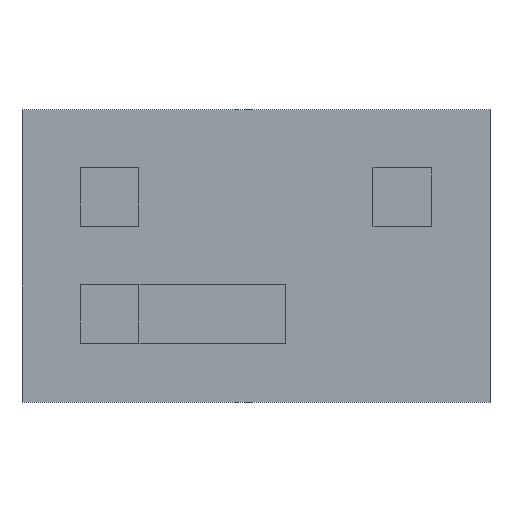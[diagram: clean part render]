
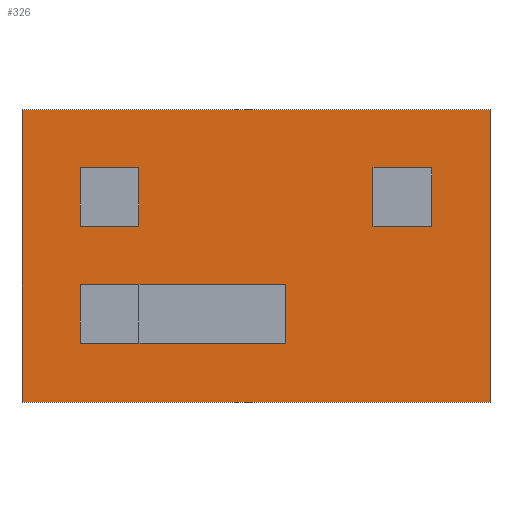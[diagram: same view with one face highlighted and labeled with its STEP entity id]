
A CAD part, top view. The second image highlights one B-rep face of the part: STEP entity #326.
In plain terms, the highlighted planar face has unit normal (0, 0, 1).
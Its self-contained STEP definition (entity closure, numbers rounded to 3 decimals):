
#163=CARTESIAN_POINT('Vertex',(-30.,-10.,10.)) ;
#168=CARTESIAN_POINT('Line Origine',(-30.,-15.,10.)) ;
#172=CARTESIAN_POINT('Vertex',(-30.,-20.,10.)) ;
#194=CARTESIAN_POINT('Axis2P3D Location',(0.,0.,10.)) ;
#199=CARTESIAN_POINT('Line Origine',(-40.,-5.,10.)) ;
#203=CARTESIAN_POINT('Vertex',(-40.,20.,10.)) ;
#205=CARTESIAN_POINT('Vertex',(-40.,-30.,10.)) ;
#208=CARTESIAN_POINT('Line Origine',(0.,-30.,10.)) ;
#212=CARTESIAN_POINT('Vertex',(40.,-30.,10.)) ;
#215=CARTESIAN_POINT('Line Origine',(40.,-5.,10.)) ;
#219=CARTESIAN_POINT('Vertex',(40.,20.,10.)) ;
#222=CARTESIAN_POINT('Line Origine',(0.,20.,10.)) ;
#233=CARTESIAN_POINT('Line Origine',(-20.,-15.,10.)) ;
#237=CARTESIAN_POINT('Vertex',(-20.,-20.,10.)) ;
#239=CARTESIAN_POINT('Vertex',(-20.,-10.,10.)) ;
#242=CARTESIAN_POINT('Line Origine',(-25.,-20.,10.)) ;
#247=CARTESIAN_POINT('Line Origine',(-25.,-10.,10.)) ;
#258=CARTESIAN_POINT('Line Origine',(30.,5.,10.)) ;
#262=CARTESIAN_POINT('Vertex',(30.,0.,10.)) ;
#264=CARTESIAN_POINT('Vertex',(30.,10.,10.)) ;
#267=CARTESIAN_POINT('Line Origine',(25.,0.,10.)) ;
#271=CARTESIAN_POINT('Vertex',(20.,0.,10.)) ;
#274=CARTESIAN_POINT('Line Origine',(20.,5.,10.)) ;
#278=CARTESIAN_POINT('Vertex',(20.,10.,10.)) ;
#281=CARTESIAN_POINT('Line Origine',(25.,10.,10.)) ;
#292=CARTESIAN_POINT('Line Origine',(-20.,5.,10.)) ;
#296=CARTESIAN_POINT('Vertex',(-20.,0.,10.)) ;
#298=CARTESIAN_POINT('Vertex',(-20.,10.,10.)) ;
#301=CARTESIAN_POINT('Line Origine',(-25.,0.,10.)) ;
#305=CARTESIAN_POINT('Vertex',(-30.,0.,10.)) ;
#308=CARTESIAN_POINT('Line Origine',(-30.,5.,10.)) ;
#312=CARTESIAN_POINT('Vertex',(-30.,10.,10.)) ;
#315=CARTESIAN_POINT('Line Origine',(-25.,10.,10.)) ;
#169=DIRECTION('Vector Direction',(0.,-1.,0.)) ;
#195=DIRECTION('Axis2P3D Direction',(0.,0.,1.)) ;
#196=DIRECTION('Axis2P3D XDirection',(1.,0.,0.)) ;
#200=DIRECTION('Vector Direction',(0.,-1.,0.)) ;
#209=DIRECTION('Vector Direction',(-1.,0.,0.)) ;
#216=DIRECTION('Vector Direction',(0.,1.,0.)) ;
#223=DIRECTION('Vector Direction',(1.,0.,0.)) ;
#234=DIRECTION('Vector Direction',(0.,1.,0.)) ;
#243=DIRECTION('Vector Direction',(-1.,0.,0.)) ;
#248=DIRECTION('Vector Direction',(1.,0.,0.)) ;
#259=DIRECTION('Vector Direction',(0.,1.,0.)) ;
#268=DIRECTION('Vector Direction',(-1.,0.,0.)) ;
#275=DIRECTION('Vector Direction',(0.,-1.,0.)) ;
#282=DIRECTION('Vector Direction',(1.,0.,0.)) ;
#293=DIRECTION('Vector Direction',(0.,1.,0.)) ;
#302=DIRECTION('Vector Direction',(-1.,0.,0.)) ;
#309=DIRECTION('Vector Direction',(0.,-1.,0.)) ;
#316=DIRECTION('Vector Direction',(1.,0.,0.)) ;
#197=AXIS2_PLACEMENT_3D('Plane Axis2P3D',#194,#195,#196) ;
#228=ORIENTED_EDGE('',*,*,#207,.T.) ;
#229=ORIENTED_EDGE('',*,*,#214,.T.) ;
#230=ORIENTED_EDGE('',*,*,#221,.T.) ;
#231=ORIENTED_EDGE('',*,*,#226,.T.) ;
#253=ORIENTED_EDGE('',*,*,#241,.F.) ;
#254=ORIENTED_EDGE('',*,*,#246,.F.) ;
#255=ORIENTED_EDGE('',*,*,#174,.F.) ;
#256=ORIENTED_EDGE('',*,*,#251,.F.) ;
#287=ORIENTED_EDGE('',*,*,#266,.F.) ;
#288=ORIENTED_EDGE('',*,*,#273,.F.) ;
#289=ORIENTED_EDGE('',*,*,#280,.F.) ;
#290=ORIENTED_EDGE('',*,*,#285,.F.) ;
#321=ORIENTED_EDGE('',*,*,#300,.F.) ;
#322=ORIENTED_EDGE('',*,*,#307,.F.) ;
#323=ORIENTED_EDGE('',*,*,#314,.F.) ;
#324=ORIENTED_EDGE('',*,*,#319,.F.) ;
#257=FACE_BOUND('',#252,.T.) ;
#291=FACE_BOUND('',#286,.T.) ;
#325=FACE_BOUND('',#320,.T.) ;
#170=VECTOR('Line Direction',#169,1.) ;
#201=VECTOR('Line Direction',#200,1.) ;
#210=VECTOR('Line Direction',#209,1.) ;
#217=VECTOR('Line Direction',#216,1.) ;
#224=VECTOR('Line Direction',#223,1.) ;
#235=VECTOR('Line Direction',#234,1.) ;
#244=VECTOR('Line Direction',#243,1.) ;
#249=VECTOR('Line Direction',#248,1.) ;
#260=VECTOR('Line Direction',#259,1.) ;
#269=VECTOR('Line Direction',#268,1.) ;
#276=VECTOR('Line Direction',#275,1.) ;
#283=VECTOR('Line Direction',#282,1.) ;
#294=VECTOR('Line Direction',#293,1.) ;
#303=VECTOR('Line Direction',#302,1.) ;
#310=VECTOR('Line Direction',#309,1.) ;
#317=VECTOR('Line Direction',#316,1.) ;
#326=ADVANCED_FACE('PartBody',(#232,#257,#291,#325),#198,.T.) ;
#174=EDGE_CURVE('',#164,#173,#171,.T.) ;
#207=EDGE_CURVE('',#204,#206,#202,.T.) ;
#214=EDGE_CURVE('',#206,#213,#211,.F.) ;
#221=EDGE_CURVE('',#213,#220,#218,.T.) ;
#226=EDGE_CURVE('',#220,#204,#225,.F.) ;
#241=EDGE_CURVE('',#238,#240,#236,.T.) ;
#246=EDGE_CURVE('',#173,#238,#245,.F.) ;
#251=EDGE_CURVE('',#240,#164,#250,.F.) ;
#266=EDGE_CURVE('',#263,#265,#261,.T.) ;
#273=EDGE_CURVE('',#272,#263,#270,.F.) ;
#280=EDGE_CURVE('',#279,#272,#277,.T.) ;
#285=EDGE_CURVE('',#265,#279,#284,.F.) ;
#300=EDGE_CURVE('',#297,#299,#295,.T.) ;
#307=EDGE_CURVE('',#306,#297,#304,.F.) ;
#314=EDGE_CURVE('',#313,#306,#311,.T.) ;
#319=EDGE_CURVE('',#299,#313,#318,.F.) ;
#227=EDGE_LOOP('',(#228,#229,#230,#231)) ;
#252=EDGE_LOOP('',(#253,#254,#255,#256)) ;
#286=EDGE_LOOP('',(#287,#288,#289,#290)) ;
#320=EDGE_LOOP('',(#321,#322,#323,#324)) ;
#232=FACE_OUTER_BOUND('',#227,.T.) ;
#171=LINE('Line',#168,#170) ;
#202=LINE('Line',#199,#201) ;
#211=LINE('Line',#208,#210) ;
#218=LINE('Line',#215,#217) ;
#225=LINE('Line',#222,#224) ;
#236=LINE('Line',#233,#235) ;
#245=LINE('Line',#242,#244) ;
#250=LINE('Line',#247,#249) ;
#261=LINE('Line',#258,#260) ;
#270=LINE('Line',#267,#269) ;
#277=LINE('Line',#274,#276) ;
#284=LINE('Line',#281,#283) ;
#295=LINE('Line',#292,#294) ;
#304=LINE('Line',#301,#303) ;
#311=LINE('Line',#308,#310) ;
#318=LINE('Line',#315,#317) ;
#198=PLANE('Plane',#197) ;
#164=VERTEX_POINT('',#163) ;
#173=VERTEX_POINT('',#172) ;
#204=VERTEX_POINT('',#203) ;
#206=VERTEX_POINT('',#205) ;
#213=VERTEX_POINT('',#212) ;
#220=VERTEX_POINT('',#219) ;
#238=VERTEX_POINT('',#237) ;
#240=VERTEX_POINT('',#239) ;
#263=VERTEX_POINT('',#262) ;
#265=VERTEX_POINT('',#264) ;
#272=VERTEX_POINT('',#271) ;
#279=VERTEX_POINT('',#278) ;
#297=VERTEX_POINT('',#296) ;
#299=VERTEX_POINT('',#298) ;
#306=VERTEX_POINT('',#305) ;
#313=VERTEX_POINT('',#312) ;
